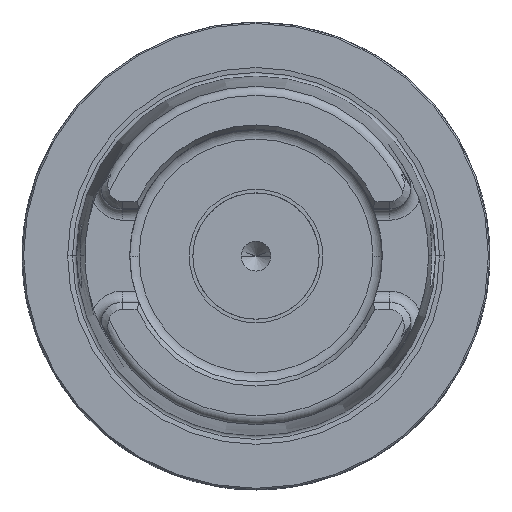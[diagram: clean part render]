
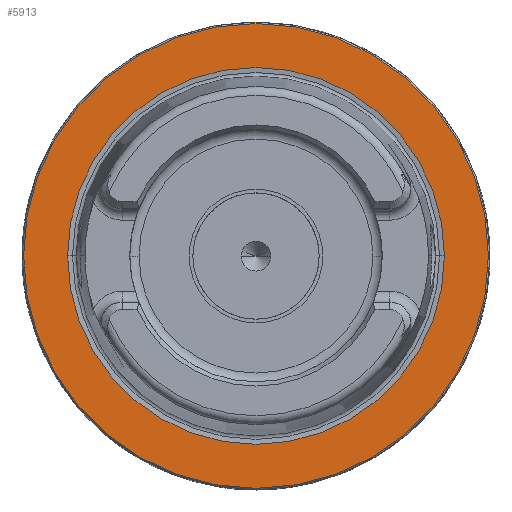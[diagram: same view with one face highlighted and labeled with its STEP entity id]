
A CAD part, top view. The second image highlights one B-rep face of the part: STEP entity #5913.
In plain terms, the highlighted planar face has unit normal (0, 0, 1).
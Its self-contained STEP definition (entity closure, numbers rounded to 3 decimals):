
#1728=CARTESIAN_POINT('',(0.,0.,0.));
#1729=DIRECTION('',(0.,0.,1.));
#1730=DIRECTION('',(1.,0.,0.));
#1731=AXIS2_PLACEMENT_3D('',#1728,#1729,#1730);
#1744=CARTESIAN_POINT('',(0.,0.,0.));
#1745=DIRECTION('',(0.,0.,-1.));
#1746=DIRECTION('',(1.,0.,0.));
#1747=AXIS2_PLACEMENT_3D('',#1744,#1745,#1746);
#1766=CARTESIAN_POINT('',(0.,0.,0.));
#1767=DIRECTION('',(0.,0.,1.));
#1768=DIRECTION('',(1.,0.,0.));
#1769=AXIS2_PLACEMENT_3D('',#1766,#1767,#1768);
#4335=CARTESIAN_POINT('',(0.,0.,0.));
#4336=DIRECTION('',(0.,0.,-1.));
#4337=DIRECTION('',(1.,0.,0.));
#4338=AXIS2_PLACEMENT_3D('',#4335,#4336,#4337);
#4365=CARTESIAN_POINT('',(25.374,0.,0.));
#4367=VERTEX_POINT('',#4365);
#4377=CARTESIAN_POINT('',(-25.374,0.,0.));
#4379=VERTEX_POINT('',#4377);
#4613=CARTESIAN_POINT('',(31.3,0.,0.));
#4614=CARTESIAN_POINT('',(-31.3,0.,0.));
#4615=VERTEX_POINT('',#4613);
#4616=VERTEX_POINT('',#4614);
#5897=CARTESIAN_POINT('',(0.,0.,0.));
#5898=DIRECTION('',(0.,0.,-1.));
#5899=DIRECTION('',(-1.,0.,0.));
#5900=AXIS2_PLACEMENT_3D('',#5897,#5898,#5899);
#5901=PLANE('',#5900);
#5902=ORIENTED_EDGE('',*,*,#5887,.F.);
#5904=ORIENTED_EDGE('',*,*,#5903,.T.);
#5905=EDGE_LOOP('',(#5902,#5904));
#5906=FACE_OUTER_BOUND('',#5905,.F.);
#5908=ORIENTED_EDGE('',*,*,#5907,.F.);
#5910=ORIENTED_EDGE('',*,*,#5909,.T.);
#5911=EDGE_LOOP('',(#5908,#5910));
#5912=FACE_BOUND('',#5911,.F.);
#1732=CIRCLE('',#1731,31.3);
#1748=CIRCLE('',#1747,25.374);
#1770=CIRCLE('',#1769,25.374);
#4339=CIRCLE('',#4338,31.3);
#5887=EDGE_CURVE('',#4615,#4616,#1732,.T.);
#5903=EDGE_CURVE('',#4615,#4616,#4339,.T.);
#5907=EDGE_CURVE('',#4367,#4379,#1748,.T.);
#5909=EDGE_CURVE('',#4367,#4379,#1770,.T.);
#5913=ADVANCED_FACE('',(#5906,#5912),#5901,.F.);
